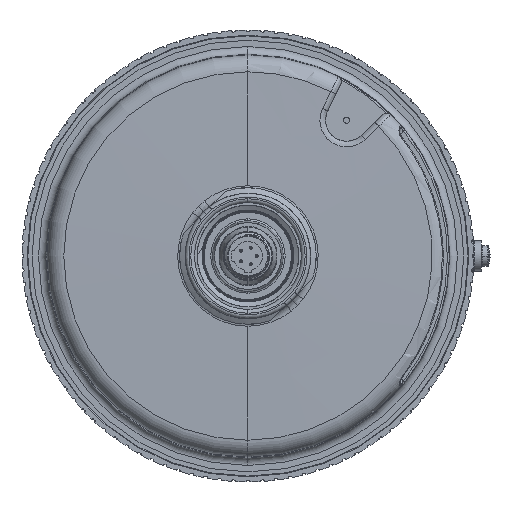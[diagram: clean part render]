
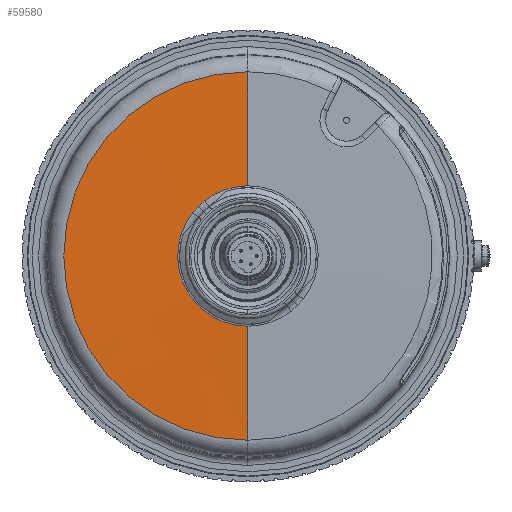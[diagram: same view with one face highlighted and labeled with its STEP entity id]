
A CAD part, front view. The second image highlights one B-rep face of the part: STEP entity #59580.
In plain terms, the highlighted conical face has half-angle 89 degrees and reference radius 33.329 mm.
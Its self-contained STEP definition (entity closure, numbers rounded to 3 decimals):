
#17438=CARTESIAN_POINT('',(-11.433,0.007,
14.436));
#17439=CARTESIAN_POINT('',(-11.605,0.007,
14.275));
#17440=CARTESIAN_POINT('',(-11.95,0.006,
13.954));
#17441=CARTESIAN_POINT('',(-12.469,0.006,
13.469));
#17442=CARTESIAN_POINT('',(-12.814,0.006,
13.148));
#17443=CARTESIAN_POINT('',(-12.987,0.006,
12.987));
#17445=CARTESIAN_POINT('',(-12.987,0.006,
12.987));
#17446=CARTESIAN_POINT('',(-13.148,0.006,
12.814));
#17447=CARTESIAN_POINT('',(-13.469,0.006,
12.469));
#17448=CARTESIAN_POINT('',(-13.954,0.006,
11.95));
#17449=CARTESIAN_POINT('',(-14.275,0.007,
11.605));
#17450=CARTESIAN_POINT('',(-14.436,0.007,
11.433));
#17452=CARTESIAN_POINT('',(0.,0.007,0.));
#17453=DIRECTION('',(0.,1.,0.));
#17454=DIRECTION('',(0.,0.,-1.));
#17455=AXIS2_PLACEMENT_3D('',#17452,#17453,#17454);
#17457=CARTESIAN_POINT('',(0.,0.529,0.));
#17458=DIRECTION('',(0.,-1.,0.));
#17459=DIRECTION('',(0.,0.,1.));
#17460=AXIS2_PLACEMENT_3D('',#17457,#17458,#17459);
#17462=CARTESIAN_POINT('',(0.,0.007,0.));
#17463=DIRECTION('',(0.,1.,0.));
#17464=DIRECTION('',(-0.621,0.,0.784));
#17465=AXIS2_PLACEMENT_3D('',#17462,#17463,#17464);
#17467=CARTESIAN_POINT('',(-12.987,0.006,
12.987));
#17498=CARTESIAN_POINT('',(-11.433,0.007,
14.436));
#17543=DIRECTION('',(0.,-0.017,-1.));
#17544=VECTOR('',#17543,29.892);
#17545=CARTESIAN_POINT('',(0.,0.529,48.302));
#17546=LINE('',#17545,#17544);
#17635=DIRECTION('',(0.,-0.017,1.));
#17636=VECTOR('',#17635,29.892);
#17637=CARTESIAN_POINT('',(0.,0.529,
-48.302));
#17638=LINE('',#17637,#17636);
#17701=CARTESIAN_POINT('',(-14.436,0.007,
11.433));
#40982=VERTEX_POINT('',#17498);
#40984=VERTEX_POINT('',#17467);
#40986=VERTEX_POINT('',#17701);
#41304=CARTESIAN_POINT('',(0.,0.529,48.302));
#41305=VERTEX_POINT('',#41304);
#41306=CARTESIAN_POINT('',(0.,0.529,
-48.302));
#41307=VERTEX_POINT('',#41306);
#41308=CARTESIAN_POINT('',(0.,0.007,18.415));
#41309=VERTEX_POINT('',#41308);
#41310=CARTESIAN_POINT('',(0.,0.007,-18.415));
#41311=VERTEX_POINT('',#41310);
#59560=CARTESIAN_POINT('',(0.,0.268,0.));
#59561=DIRECTION('',(0.,1.,0.));
#59562=DIRECTION('',(0.,0.,-1.));
#59563=AXIS2_PLACEMENT_3D('',#59560,#59561,#59562);
#59564=CONICAL_SURFACE('',#59563,33.329,89.);
#59566=ORIENTED_EDGE('',*,*,#59565,.T.);
#59568=ORIENTED_EDGE('',*,*,#59567,.T.);
#59570=ORIENTED_EDGE('',*,*,#59569,.F.);
#59572=ORIENTED_EDGE('',*,*,#59571,.F.);
#59573=ORIENTED_EDGE('',*,*,#59553,.F.);
#59575=ORIENTED_EDGE('',*,*,#59574,.T.);
#59577=ORIENTED_EDGE('',*,*,#59576,.F.);
#59578=EDGE_LOOP('',(#59566,#59568,#59570,#59572,#59573,#59575,#59577));
#59579=FACE_OUTER_BOUND('',#59578,.F.);
#59580=ADVANCED_FACE('',(#59579),#59564,.T.);
#17444=B_SPLINE_CURVE_WITH_KNOTS('',3,(#17438,#17439,#17440,#17441,#17442,
#17443),.UNSPECIFIED.,.F.,.F.,(4,1,1,4),(0.,0.333,
0.667,1.),.UNSPECIFIED.);
#17451=B_SPLINE_CURVE_WITH_KNOTS('',3,(#17445,#17446,#17447,#17448,#17449,
#17450),.UNSPECIFIED.,.F.,.F.,(4,1,1,4),(0.,0.333,
0.667,1.),.UNSPECIFIED.);
#17456=CIRCLE('',#17455,18.415);
#17461=CIRCLE('',#17460,48.302);
#17466=CIRCLE('',#17465,18.415);
#59553=EDGE_CURVE('',#41305,#41307,#17461,.T.);
#59565=EDGE_CURVE('',#40982,#40984,#17444,.T.);
#59567=EDGE_CURVE('',#40984,#40986,#17451,.T.);
#59569=EDGE_CURVE('',#41311,#40986,#17456,.T.);
#59571=EDGE_CURVE('',#41307,#41311,#17638,.T.);
#59574=EDGE_CURVE('',#41305,#41309,#17546,.T.);
#59576=EDGE_CURVE('',#40982,#41309,#17466,.T.);
